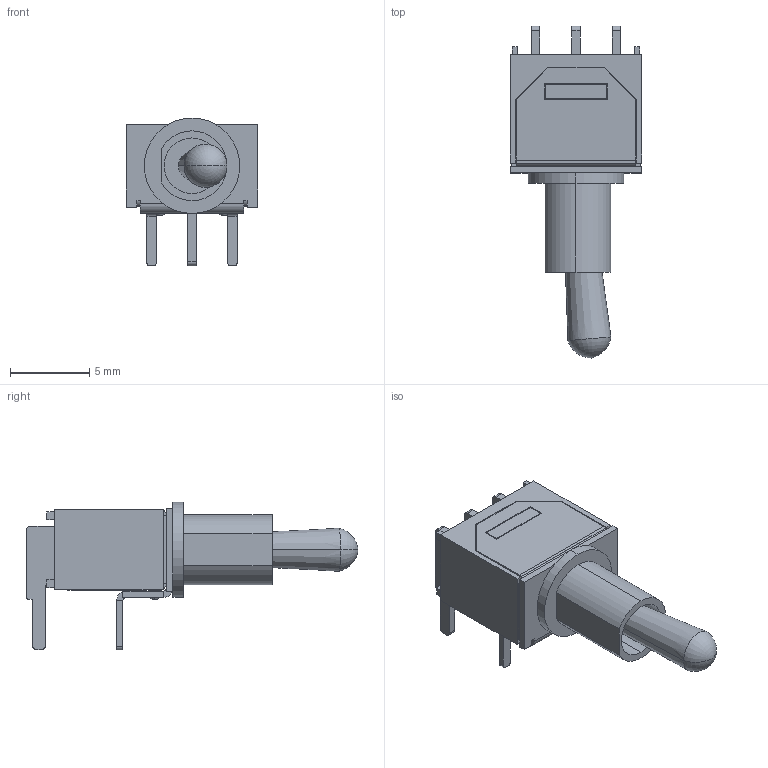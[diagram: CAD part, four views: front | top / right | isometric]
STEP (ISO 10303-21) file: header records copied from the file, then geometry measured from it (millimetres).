
FILE_DESCRIPTION (( 'STEP AP214' ), '1' );
FILE_NAME ('SW-TH_ST-0-102-C03-N003-RS.STEP', '2021-05-08T12:55:54', ( '' ), ( '' ), 'SwSTEP 2.0', 'SolidWorks 2018', '' );
FILE_SCHEMA (( 'AUTOMOTIVE_DESIGN' ));
Length unit declared in the file: millimetre
Products named in the file (1): SW-TH_ST-0-102-C03-N003-RS
Bounding box: 8.3 x 20.9 x 9.3 mm (x, y, z)
Volume: 441.4 mm3; surface area: 1066.9 mm2
Topology: 7 solids, 7 shells, 295 faces, 748 edges, 482 vertices
Faces by surface type: plane 232, cylinder 39, bspline 14, torus 6, cone 4
Entity records: 11544 total; most frequent: CARTESIAN_POINT 2320, ORIENTED_EDGE 1488, DIRECTION 1376, EDGE_CURVE 744, VECTOR 620, LINE 620, VERTEX_POINT 482, AXIS2_PLACEMENT_3D 378
